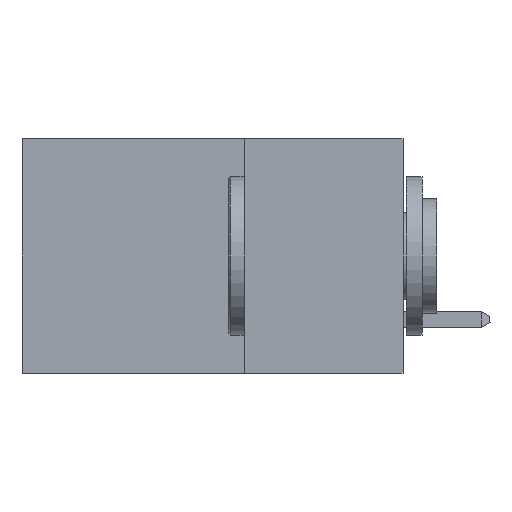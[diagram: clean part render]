
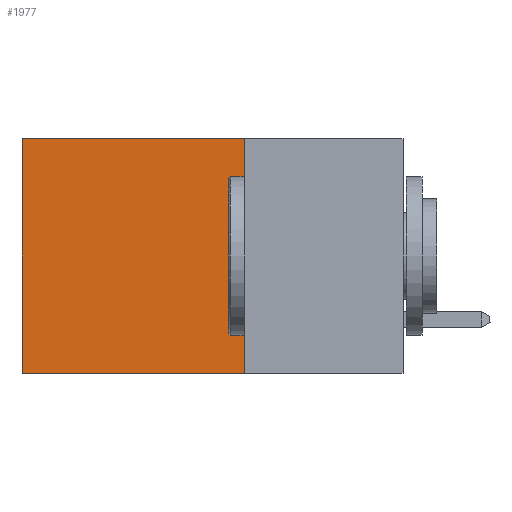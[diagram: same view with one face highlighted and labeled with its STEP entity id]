
A CAD part, left-side view. The second image highlights one B-rep face of the part: STEP entity #1977.
In plain terms, the highlighted planar face has unit normal (-1, 0, 0).
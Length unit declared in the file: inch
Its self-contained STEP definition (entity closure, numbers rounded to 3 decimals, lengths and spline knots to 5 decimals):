
#765 = CARTESIAN_POINT ( 'NONE',  ( 0.2875, 0.25, 0. ) ) ;
#1184 = VECTOR ( 'NONE', #12007, 39.37008 ) ;
#1977 = ADVANCED_FACE ( 'NONE', ( #26211 ), #33329, .F. ) ;
#1988 = CARTESIAN_POINT ( 'NONE',  ( 0.2875, 0.6, 0. ) ) ;
#2719 = ORIENTED_EDGE ( 'NONE', *, *, #27784, .T. ) ;
#5286 = CARTESIAN_POINT ( 'NONE',  ( 0.2875, 0.25, 0. ) ) ;
#6327 = CARTESIAN_POINT ( 'NONE',  ( 0.2875, 0.6, 0. ) ) ;
#7702 = VECTOR ( 'NONE', #24541, 39.37008 ) ;
#7895 = DIRECTION ( 'NONE',  ( 0., 0., -1. ) ) ;
#8946 = ORIENTED_EDGE ( 'NONE', *, *, #27065, .T. ) ;
#9358 = LINE ( 'NONE', #29429, #7702 ) ;
#9419 = CARTESIAN_POINT ( 'NONE',  ( 0.2875, 0.25, 0. ) ) ;
#10793 = EDGE_CURVE ( 'NONE', #21515, #16708, #29601, .T. ) ;
#12007 = DIRECTION ( 'NONE',  ( 0., 1., 0. ) ) ;
#13963 = CARTESIAN_POINT ( 'NONE',  ( 0.2875, 0.25, -0.37 ) ) ;
#15702 = AXIS2_PLACEMENT_3D ( 'NONE', #31921, #20129, #27577 ) ;
#16053 = EDGE_LOOP ( 'NONE', ( #8946, #30787, #21171, #2719 ) ) ;
#16708 = VERTEX_POINT ( 'NONE', #13963 ) ;
#20129 = DIRECTION ( 'NONE',  ( 1., 0., 0. ) ) ;
#21171 = ORIENTED_EDGE ( 'NONE', *, *, #10793, .F. ) ;
#21515 = VERTEX_POINT ( 'NONE', #765 ) ;
#24539 = CARTESIAN_POINT ( 'NONE',  ( 0.2875, 0.6, -0.37 ) ) ;
#24541 = DIRECTION ( 'NONE',  ( 0., 1., 0. ) ) ;
#25502 = VECTOR ( 'NONE', #7895, 39.37008 ) ;
#25581 = DIRECTION ( 'NONE',  ( 0., 0., -1. ) ) ;
#26211 = FACE_OUTER_BOUND ( 'NONE', #16053, .T. ) ;
#27065 = EDGE_CURVE ( 'NONE', #27965, #29605, #32826, .T. ) ;
#27577 = DIRECTION ( 'NONE',  ( 0., 0., -1. ) ) ;
#27784 = EDGE_CURVE ( 'NONE', #21515, #27965, #27880, .T. ) ;
#27880 = LINE ( 'NONE', #9419, #1184 ) ;
#27965 = VERTEX_POINT ( 'NONE', #6327 ) ;
#29429 = CARTESIAN_POINT ( 'NONE',  ( 0.2875, 0.25, -0.37 ) ) ;
#29601 = LINE ( 'NONE', #5286, #25502 ) ;
#29605 = VERTEX_POINT ( 'NONE', #24539 ) ;
#29954 = EDGE_CURVE ( 'NONE', #16708, #29605, #9358, .T. ) ;
#30383 = VECTOR ( 'NONE', #25581, 39.37008 ) ;
#30787 = ORIENTED_EDGE ( 'NONE', *, *, #29954, .F. ) ;
#31921 = CARTESIAN_POINT ( 'NONE',  ( 0.2875, 0.25, 0. ) ) ;
#32826 = LINE ( 'NONE', #1988, #30383 ) ;
#33329 = PLANE ( 'NONE',  #15702 ) ;
